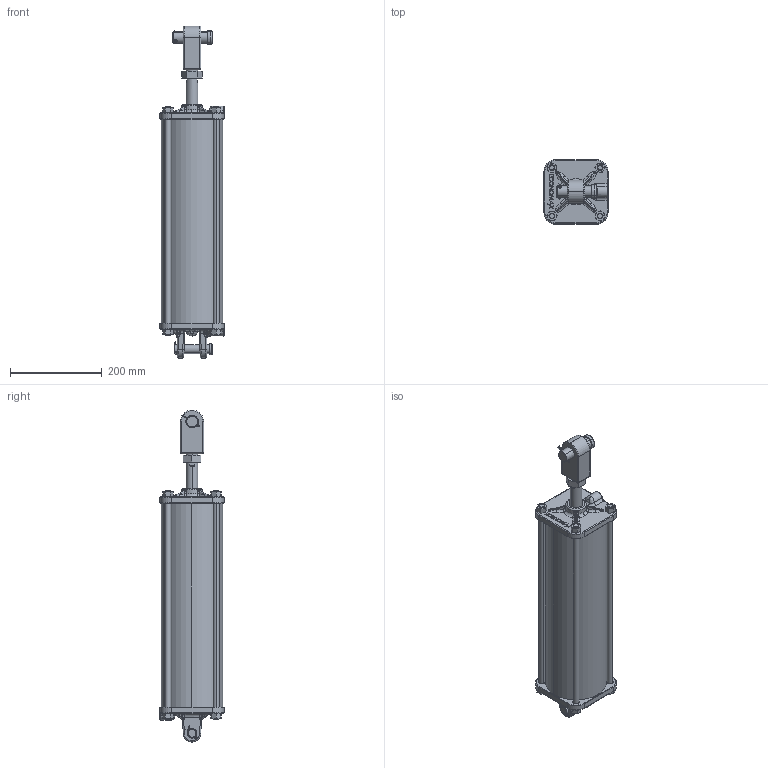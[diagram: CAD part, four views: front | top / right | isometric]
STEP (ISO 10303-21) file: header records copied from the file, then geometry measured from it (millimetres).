
FILE_DESCRIPTION (( 'STEP AP203' ), '1' );
FILE_NAME ('EC5S160F2N096NX.STEP', '2022-01-27T12:52:33', ( '' ), ( '' ), 'SwSTEP 2.0', 'SolidWorks 2021', '' );
FILE_SCHEMA (( 'CONFIG_CONTROL_DESIGN' ));
Length unit declared in the file: inch
Products named in the file (18): 18cotter pin X 1; 05-20TR1605S; ZY-CP-290; 1-14JAMNUT; APL50-0.75-16; 1R16S010-14XZ; 5.0T165S LOGOTM; 5T16SCOMP; 5409-06V; 050-20HEXNUT; EC5S160F2N096NX; 18cotter pin X 1.13; E5C AS CAST RIBS MACHINED REV3; CLPY-1000-3000; BDE-10; E5H  AS CAST RIBS MACHINED REV3
Assembly tree (27 placements, depth 3):
  EC5S160F2N096NX
    E5H  AS CAST RIBS MACHINED REV3
    E5C AS CAST RIBS MACHINED REV3
    1R16S010-14XZ
    1-14JAMNUT
    APL50-0.75-16
    05-20TR1605S  x4
    050-20HEXNUT  x8
    5T16SCOMP
      5.0T165S LOGOTM
    BDE-10
    ZY-CP-290
      ZY-CP-290
      18cotter pin X 1.13
    CLPY-1000-3000
      CLPY-1000-3000
      18cotter pin X 1
    5409-06V
Bounding box: 139.7 x 139.7 x 723.65 mm (x, y, z)
Volume: 2382812.3 mm3; surface area: 735285.6 mm2
Topology: 24 solids, 24 shells, 1526 faces, 3662 edges, 2228 vertices
Faces by surface type: cone 575, plane 345, cylinder 246, bspline 204, torus 147, sphere 9
Entity records: 48789 total; most frequent: CARTESIAN_POINT 22668, ORIENTED_EDGE 5120, DIRECTION 4873, EDGE_CURVE 2560, AXIS2_PLACEMENT_3D 1948, VERTEX_POINT 1539, EDGE_LOOP 1195, ADVANCED_FACE 1103
